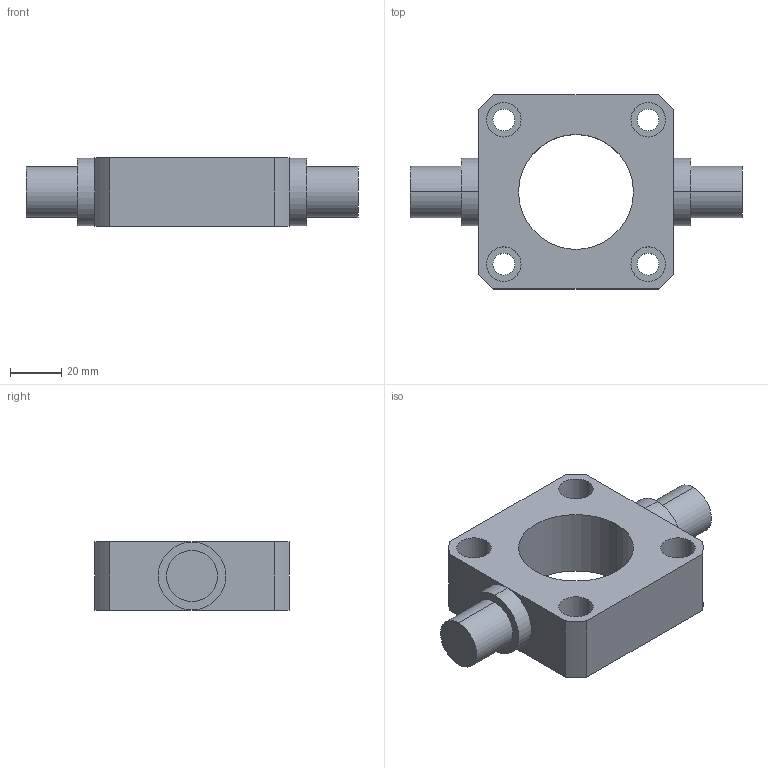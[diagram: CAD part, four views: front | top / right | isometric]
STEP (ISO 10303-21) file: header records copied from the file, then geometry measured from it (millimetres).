
FILE_DESCRIPTION (( 'STEP AP214' ), '1' );
FILE_NAME ('ISO-63-OEKB-CTHM.STEP', '2013-07-23T09:18:17', ( '' ), ( '' ), 'SwSTEP 2.0', 'SolidWorks 2010', '' );
FILE_SCHEMA (( 'AUTOMOTIVE_DESIGN' ));
Length unit declared in the file: millimetre
Products named in the file (1): ISO-63-OEKB-CTHM
Bounding box: 130 x 76 x 27 mm (x, y, z)
Volume: 118144.3 mm3; surface area: 27321.9 mm2
Topology: 1 solids, 1 shells, 44 faces, 102 edges, 68 vertices
Faces by surface type: cylinder 30, plane 14
Entity records: 1340 total; most frequent: DIRECTION 252, CARTESIAN_POINT 215, ORIENTED_EDGE 204, AXIS2_PLACEMENT_3D 105, EDGE_CURVE 102, VERTEX_POINT 68, EDGE_LOOP 62, CIRCLE 60
